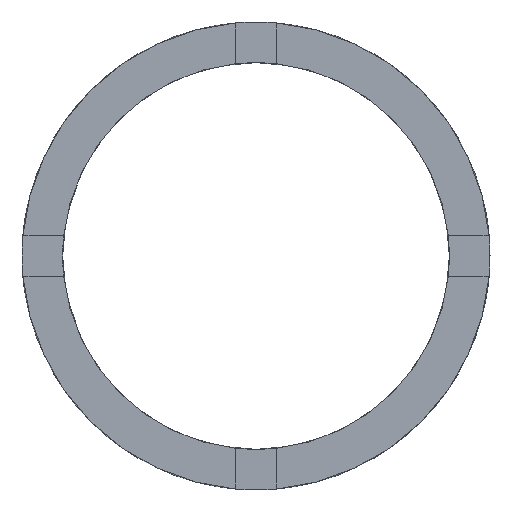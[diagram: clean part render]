
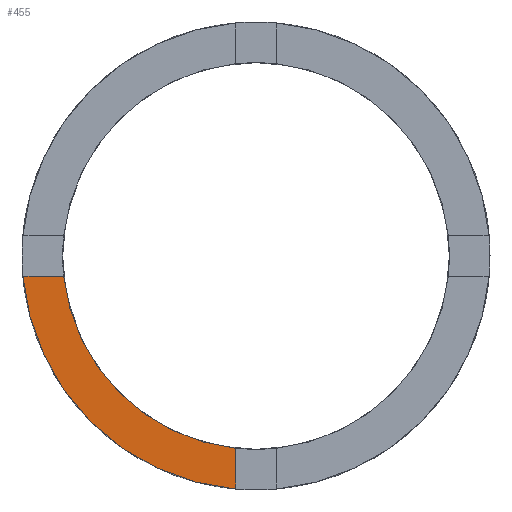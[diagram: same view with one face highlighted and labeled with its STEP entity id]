
A CAD part, front view. The second image highlights one B-rep face of the part: STEP entity #455.
In plain terms, the highlighted planar face has unit normal (0, -1, 0).
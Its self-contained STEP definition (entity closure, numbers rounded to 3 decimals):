
#20=CIRCLE('',#493,9.5);
#21=CIRCLE('',#494,11.5);
#41=PLANE('',#492);
#60=FACE_OUTER_BOUND('',#81,.T.);
#81=EDGE_LOOP('',(#334,#335,#336,#337));
#102=LINE('',#828,#140);
#110=LINE('',#850,#148);
#140=VECTOR('',#536,10.);
#148=VECTOR('',#556,10.);
#200=VERTEX_POINT('',#826);
#201=VERTEX_POINT('',#827);
#208=VERTEX_POINT('',#847);
#209=VERTEX_POINT('',#849);
#250=EDGE_CURVE('',#200,#201,#102,.T.);
#260=EDGE_CURVE('',#208,#201,#20,.T.);
#261=EDGE_CURVE('',#208,#209,#110,.T.);
#262=EDGE_CURVE('',#200,#209,#21,.T.);
#334=ORIENTED_EDGE('',*,*,#250,.T.);
#335=ORIENTED_EDGE('',*,*,#260,.F.);
#336=ORIENTED_EDGE('',*,*,#261,.T.);
#337=ORIENTED_EDGE('',*,*,#262,.F.);
#455=ADVANCED_FACE('',(#60),#41,.F.);
#492=AXIS2_PLACEMENT_3D('',#846,#552,#553);
#493=AXIS2_PLACEMENT_3D('',#848,#554,#555);
#494=AXIS2_PLACEMENT_3D('',#851,#557,#558);
#536=DIRECTION('',(0.,0.,1.));
#552=DIRECTION('center_axis',(0.,1.,0.));
#553=DIRECTION('ref_axis',(1.,0.,0.));
#554=DIRECTION('center_axis',(0.,-1.,0.));
#555=DIRECTION('ref_axis',(1.,0.,0.));
#556=DIRECTION('',(-1.,0.,0.));
#557=DIRECTION('center_axis',(0.,1.,0.));
#558=DIRECTION('ref_axis',(1.,0.,0.));
#826=CARTESIAN_POINT('',(-1.012,0.,-11.444));
#827=CARTESIAN_POINT('',(-1.012,0.,-9.435));
#828=CARTESIAN_POINT('',(-1.012,0.,-4.711));
#846=CARTESIAN_POINT('Origin',(-0.012,0.,0.012));
#847=CARTESIAN_POINT('',(-9.459,0.,-0.988));
#848=CARTESIAN_POINT('Origin',(-0.012,0.,0.012));
#849=CARTESIAN_POINT('',(-11.468,0.,-0.988));
#850=CARTESIAN_POINT('',(-5.74,0.,-0.988));
#851=CARTESIAN_POINT('Origin',(-0.012,0.,0.012));
